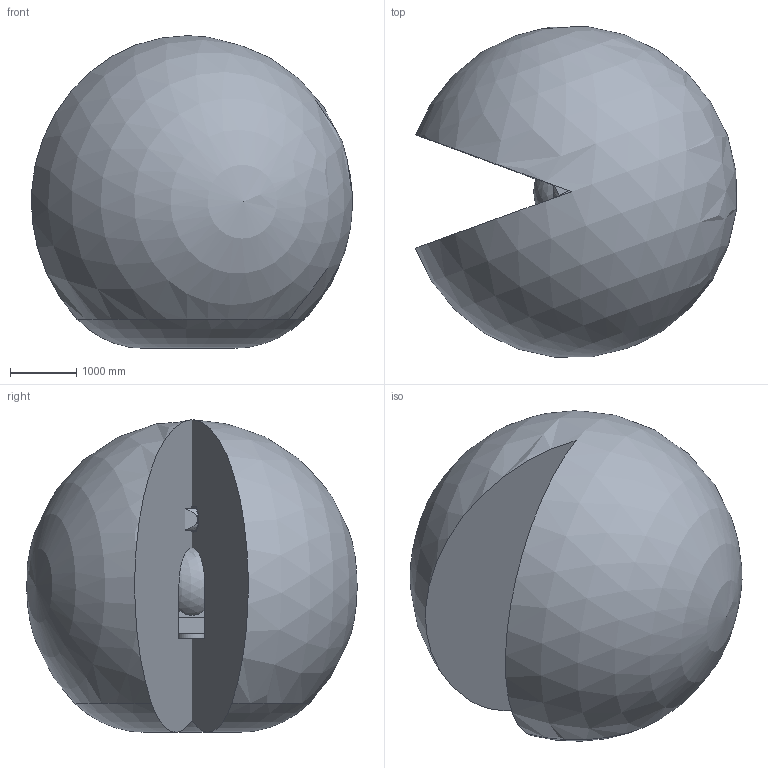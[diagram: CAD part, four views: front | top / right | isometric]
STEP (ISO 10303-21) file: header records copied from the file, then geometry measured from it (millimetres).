
FILE_DESCRIPTION (( 'STEP AP214' ), '1' );
FILE_NAME ('GR6150-2500 机器人数模（L侧） V1.0.STEP', '2025-06-18T02:53:39', ( '' ), ( '' ), 'SwSTEP 2.0', 'SolidWorks 2016', '' );
FILE_SCHEMA (( 'AUTOMOTIVE_DESIGN' ));
Length unit declared in the file: millimetre
Products named in the file (9): 复件 转座^GR6150-2500 机器人数模（L侧）-2016 V1.0; 复件 大臂^GR6150-2500 机器人数模（L侧）-2016 V1.0; 复件 底座^GR6150-2500 机器人数模（L侧）-2016 V1.0; 复件 工艺臂^GR6150-2500 机器人数模（L侧）-2016 V1.0; 复件 法兰^GR6150-2500 机器人数模（L侧）-2016 V1.0; GR6150-2500 机器人数模（L侧） V1.0; 复件 J5^GR6150-2500 机器人数模（L侧）-2016 V1.0; 复件 J4^GR6150-2500 机器人数模（L侧）-2016 V1.0; 复件 运动范围图^GR6150-2500 机器人数模（L侧）-2016 V1.0
Assembly tree (8 placements, depth 2):
  GR6150-2500 机器人数模（L侧） V1.0
    复件 底座^GR6150-2500 机器人数模（L侧）-2016 V1.0
    复件 转座^GR6150-2500 机器人数模（L侧）-2016 V1.0
    复件 大臂^GR6150-2500 机器人数模（L侧）-2016 V1.0
    复件 工艺臂^GR6150-2500 机器人数模（L侧）-2016 V1.0
    复件 J4^GR6150-2500 机器人数模（L侧）-2016 V1.0
    复件 J5^GR6150-2500 机器人数模（L侧）-2016 V1.0
    复件 法兰^GR6150-2500 机器人数模（L侧）-2016 V1.0
    复件 运动范围图^GR6150-2500 机器人数模（L侧）-2016 V1.0
Bounding box: 4838.77 x 4978.21 x 4713.01 mm (x, y, z)
Volume: 57745936955.9 mm3; surface area: 100576131 mm2
Topology: 8 solids, 10 shells, 1104 faces, 2820 edges, 1860 vertices
Faces by surface type: plane 636, cylinder 405, bspline 36, cone 18, torus 7, sphere 2
Entity records: 50842 total; most frequent: CARTESIAN_POINT 14085, ORIENTED_EDGE 5604, DIRECTION 5528, EDGE_CURVE 2802, AXIS2_PLACEMENT_3D 1940, VERTEX_POINT 1852, LINE 1648, VECTOR 1648
